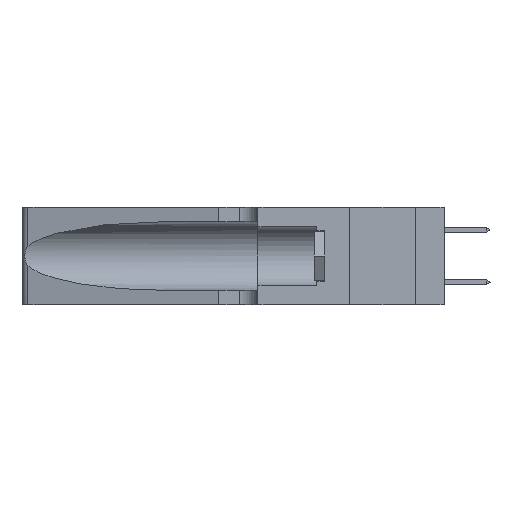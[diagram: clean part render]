
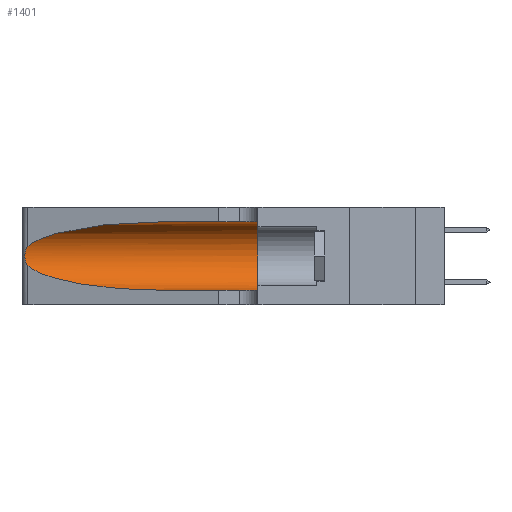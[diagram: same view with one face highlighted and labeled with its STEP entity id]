
A CAD part, left-side view. The second image highlights one B-rep face of the part: STEP entity #1401.
In plain terms, the highlighted cylindrical face has radius 3.308 mm (diameter 6.617 mm), a partial arc.
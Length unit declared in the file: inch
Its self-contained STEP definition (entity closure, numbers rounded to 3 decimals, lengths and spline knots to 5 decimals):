
#468 = CARTESIAN_POINT ( 'NONE',  ( 0.25487, 1.22718, 0.14631 ) ) ;
#835 = CARTESIAN_POINT ( 'NONE',  ( 0.1305, 0.72297, 0.31525 ) ) ;
#1097 = DIRECTION ( 'NONE',  ( 0., 1., 0. ) ) ;
#1401 = ADVANCED_FACE ( 'NONE', ( #20716 ), #13767, .F. ) ;
#2825 = ORIENTED_EDGE ( 'NONE', *, *, #28038, .T. ) ;
#3624 = CARTESIAN_POINT ( 'NONE',  ( 0.26075, 1.23896, 0.178 ) ) ;
#4644 = DIRECTION ( 'NONE',  ( 0., -1., 0. ) ) ;
#4820 = VERTEX_POINT ( 'NONE', #18168 ) ;
#5133 = CARTESIAN_POINT ( 'NONE',  ( 0.18966, 0.96281, 0.05475 ) ) ;
#5416 = CARTESIAN_POINT ( 'NONE',  ( 0.25487, 1.22718, 0.14631 ) ) ;
#5871 = CARTESIAN_POINT ( 'NONE',  ( 0.25555, 1.22993, 0.14849 ) ) ;
#6356 =( BOUNDED_CURVE ( )  B_SPLINE_CURVE ( 3, ( #17446, #24038, #19578, #17742 ),
 .UNSPECIFIED., .F., .F. ) 
 B_SPLINE_CURVE_WITH_KNOTS ( ( 4, 4 ),
 ( 1.5708, 2.84003 ),
 .UNSPECIFIED. ) 
 CURVE ( )  GEOMETRIC_REPRESENTATION_ITEM ( )  RATIONAL_B_SPLINE_CURVE ( ( 1., 0.87, 0.87, 1. ) ) 
 REPRESENTATION_ITEM ( '' )  );
#7035 = VERTEX_POINT ( 'NONE', #17255 ) ;
#7093 = ORIENTED_EDGE ( 'NONE', *, *, #24327, .T. ) ;
#8016 = LINE ( 'NONE', #11827, #21953 ) ;
#8369 = EDGE_CURVE ( 'NONE', #20496, #10499, #12321, .T. ) ;
#8434 = CIRCLE ( 'NONE', #19207, 0.13025 ) ;
#9784 = EDGE_CURVE ( 'NONE', #17419, #20496, #27436, .T. ) ;
#9878 = EDGE_CURVE ( 'NONE', #7035, #10499, #8434, .T. ) ;
#9898 = CARTESIAN_POINT ( 'NONE',  ( 0.25487, 1.22718, 0.14631 ) ) ;
#10499 = VERTEX_POINT ( 'NONE', #24185 ) ;
#10890 = EDGE_CURVE ( 'NONE', #19193, #7035, #8016, .T. ) ;
#11827 = CARTESIAN_POINT ( 'NONE',  ( 0.1305, 1.61858, 0.31525 ) ) ;
#11988 = ORIENTED_EDGE ( 'NONE', *, *, #8369, .T. ) ;
#12321 = LINE ( 'NONE', #18707, #16163 ) ;
#12343 = CARTESIAN_POINT ( 'NONE',  ( 0.26017, 1.23833, 0.17102 ) ) ;
#12697 = ORIENTED_EDGE ( 'NONE', *, *, #9784, .T. ) ;
#13767 = CYLINDRICAL_SURFACE ( 'NONE', #27630, 0.13025 ) ;
#14612 = DIRECTION ( 'NONE',  ( 0., 0., -1. ) ) ;
#14784 = CARTESIAN_POINT ( 'NONE',  ( 0.25854, 1.2359, 0.20912 ) ) ;
#15038 = CARTESIAN_POINT ( 'NONE',  ( 0.1305, 1.61858, 0.185 ) ) ;
#16163 = VECTOR ( 'NONE', #20938, 39.37008 ) ;
#16186 = CARTESIAN_POINT ( 'NONE',  ( 0.1305, 0.72297, 0.05475 ) ) ;
#16731 = CARTESIAN_POINT ( 'NONE',  ( 0.25639, 1.23186, 0.15144 ) ) ;
#16751 = B_SPLINE_CURVE_WITH_KNOTS ( 'NONE', 3,
 ( #21278, #28094, #19151, #25760, #14784, #21190, #17022, #3624, #12343, #23391, #19253, #16731, #5871, #9898 ),
 .UNSPECIFIED., .F., .F.,
 ( 4, 2, 2, 2, 2, 2, 4 ),
 ( 0., 0.00027, 0.00053, 0.00107, 0.0016, 0.00187, 0.00214 ),
 .UNSPECIFIED. ) ;
#17022 = CARTESIAN_POINT ( 'NONE',  ( 0.26075, 1.23896, 0.19203 ) ) ;
#17255 = CARTESIAN_POINT ( 'NONE',  ( 0.1305, 0.35, 0.31525 ) ) ;
#17419 = VERTEX_POINT ( 'NONE', #468 ) ;
#17446 = CARTESIAN_POINT ( 'NONE',  ( 0.1305, 0.72297, 0.31525 ) ) ;
#17742 = CARTESIAN_POINT ( 'NONE',  ( 0.25487, 1.22718, 0.22369 ) ) ;
#18168 = CARTESIAN_POINT ( 'NONE',  ( 0.25487, 1.22718, 0.22369 ) ) ;
#18480 = CARTESIAN_POINT ( 'NONE',  ( 0.2373, 1.15595, 0.08982 ) ) ;
#18707 = CARTESIAN_POINT ( 'NONE',  ( 0.1305, 1.61858, 0.05475 ) ) ;
#19151 = CARTESIAN_POINT ( 'NONE',  ( 0.25639, 1.23184, 0.21858 ) ) ;
#19193 = VERTEX_POINT ( 'NONE', #835 ) ;
#19207 = AXIS2_PLACEMENT_3D ( 'NONE', #23415, #1097, #27910 ) ;
#19253 = CARTESIAN_POINT ( 'NONE',  ( 0.25789, 1.23486, 0.15765 ) ) ;
#19578 = CARTESIAN_POINT ( 'NONE',  ( 0.2373, 1.15595, 0.28018 ) ) ;
#19725 = EDGE_LOOP ( 'NONE', ( #7093, #2825, #12697, #11988, #25453, #28329 ) ) ;
#20496 = VERTEX_POINT ( 'NONE', #24987 ) ;
#20716 = FACE_OUTER_BOUND ( 'NONE', #19725, .T. ) ;
#20938 = DIRECTION ( 'NONE',  ( 0., -1., 0. ) ) ;
#21190 = CARTESIAN_POINT ( 'NONE',  ( 0.26018, 1.23835, 0.19895 ) ) ;
#21278 = CARTESIAN_POINT ( 'NONE',  ( 0.25487, 1.22718, 0.22369 ) ) ;
#21953 = VECTOR ( 'NONE', #22596, 39.37008 ) ;
#22596 = DIRECTION ( 'NONE',  ( 0., -1., 0. ) ) ;
#23391 = CARTESIAN_POINT ( 'NONE',  ( 0.25856, 1.23593, 0.16098 ) ) ;
#23415 = CARTESIAN_POINT ( 'NONE',  ( 0.1305, 0.35, 0.185 ) ) ;
#24038 = CARTESIAN_POINT ( 'NONE',  ( 0.18966, 0.96281, 0.31525 ) ) ;
#24185 = CARTESIAN_POINT ( 'NONE',  ( 0.1305, 0.35, 0.05475 ) ) ;
#24327 = EDGE_CURVE ( 'NONE', #19193, #4820, #6356, .T. ) ;
#24987 = CARTESIAN_POINT ( 'NONE',  ( 0.1305, 0.72297, 0.05475 ) ) ;
#25453 = ORIENTED_EDGE ( 'NONE', *, *, #9878, .F. ) ;
#25760 = CARTESIAN_POINT ( 'NONE',  ( 0.25787, 1.23484, 0.2124 ) ) ;
#27436 =( BOUNDED_CURVE ( )  B_SPLINE_CURVE ( 3, ( #5416, #18480, #5133, #16186 ),
 .UNSPECIFIED., .F., .T. ) 
 B_SPLINE_CURVE_WITH_KNOTS ( ( 4, 4 ),
 ( 3.44316, 4.71239 ),
 .UNSPECIFIED. ) 
 CURVE ( )  GEOMETRIC_REPRESENTATION_ITEM ( )  RATIONAL_B_SPLINE_CURVE ( ( 1., 0.87, 0.87, 1. ) ) 
 REPRESENTATION_ITEM ( '' )  );
#27630 = AXIS2_PLACEMENT_3D ( 'NONE', #15038, #4644, #14612 ) ;
#27910 = DIRECTION ( 'NONE',  ( 0., 0., 1. ) ) ;
#28038 = EDGE_CURVE ( 'NONE', #4820, #17419, #16751, .T. ) ;
#28094 = CARTESIAN_POINT ( 'NONE',  ( 0.25555, 1.22994, 0.2215 ) ) ;
#28329 = ORIENTED_EDGE ( 'NONE', *, *, #10890, .F. ) ;
